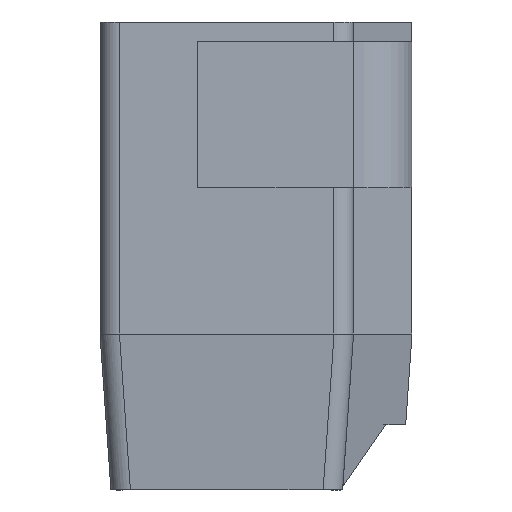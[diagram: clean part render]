
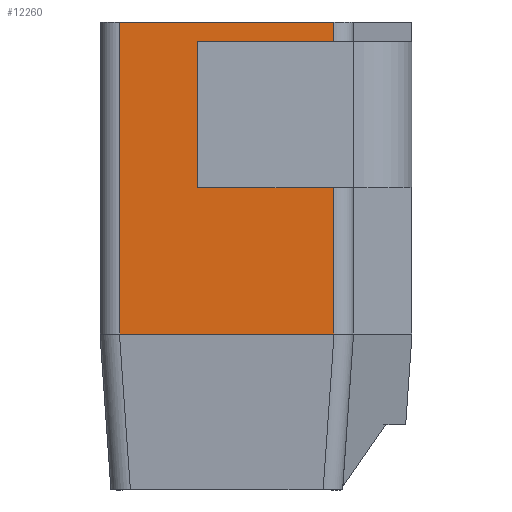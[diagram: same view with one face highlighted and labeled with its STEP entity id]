
A CAD part, left-side view. The second image highlights one B-rep face of the part: STEP entity #12260.
In plain terms, the highlighted planar face has unit normal (-1, 0, 0).
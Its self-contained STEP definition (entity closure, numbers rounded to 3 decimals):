
#2042 = CARTESIAN_POINT ( 'NONE',  ( -1.25, 0.35, 0.4 ) ) ;
#2043 = CARTESIAN_POINT ( 'NONE',  ( -1.25, -0.2, 0.4 ) ) ;
#2191 = CARTESIAN_POINT ( 'NONE',  ( -1.25, -0.2, -0.4 ) ) ;
#2192 = CARTESIAN_POINT ( 'NONE',  ( -1.25, 0.35, -0.4 ) ) ;
#4140 = VECTOR ( 'NONE', #11467, 1000. ) ;
#6807 = FACE_OUTER_BOUND ( 'NONE', #7623, .T. ) ;
#6810 = AXIS2_PLACEMENT_3D ( 'NONE', #9482, #9483, #9484 ) ;
#6919 = VECTOR ( 'NONE', #10208, 1000. ) ;
#6920 = VECTOR ( 'NONE', #10211, 1000. ) ;
#6921 = VECTOR ( 'NONE', #10214, 1000. ) ;
#7284 = VERTEX_POINT ( 'NONE', #2042 ) ;
#7285 = VERTEX_POINT ( 'NONE', #2043 ) ;
#7469 = ORIENTED_EDGE ( 'NONE', *, *, #12743, .F. ) ;
#7470 = ORIENTED_EDGE ( 'NONE', *, *, #13178, .T. ) ;
#7471 = ORIENTED_EDGE ( 'NONE', *, *, #12742, .T. ) ;
#7472 = ORIENTED_EDGE ( 'NONE', *, *, #12744, .T. ) ;
#7623 = EDGE_LOOP ( 'NONE', ( #7469, #7471, #7470, #7472 ) ) ;
#7988 = VERTEX_POINT ( 'NONE', #2191 ) ;
#7989 = VERTEX_POINT ( 'NONE', #2192 ) ;
#9481 = PLANE ( 'NONE',  #6810 ) ;
#9482 = CARTESIAN_POINT ( 'NONE',  ( -1.25, -2.098, 0.4 ) ) ;
#9483 = DIRECTION ( 'NONE',  ( -1., 0., 0. ) ) ;
#9484 = DIRECTION ( 'NONE',  ( 0., -1., 0. ) ) ;
#10206 = LINE ( 'NONE', #10207, #6919 ) ;
#10207 = CARTESIAN_POINT ( 'NONE',  ( -1.25, -0.2, 0.4 ) ) ;
#10208 = DIRECTION ( 'NONE',  ( 0., 0., 1. ) ) ;
#10209 = LINE ( 'NONE', #10210, #6920 ) ;
#10210 = CARTESIAN_POINT ( 'NONE',  ( -1.25, -2.098, -0.4 ) ) ;
#10211 = DIRECTION ( 'NONE',  ( 0., 1., 0. ) ) ;
#10212 = LINE ( 'NONE', #10213, #6921 ) ;
#10213 = CARTESIAN_POINT ( 'NONE',  ( -1.25, 0.35, 0.4 ) ) ;
#10214 = DIRECTION ( 'NONE',  ( 0., 0., -1. ) ) ;
#11465 = LINE ( 'NONE', #11466, #4140 ) ;
#11466 = CARTESIAN_POINT ( 'NONE',  ( -1.25, -2.098, 0.4 ) ) ;
#11467 = DIRECTION ( 'NONE',  ( 0., 1., 0. ) ) ;
#12260 = ADVANCED_FACE ( 'NONE', ( #6807 ), #9481, .T. ) ;
#12742 = EDGE_CURVE ( 'NONE', #7988, #7285, #10206, .T. ) ;
#12743 = EDGE_CURVE ( 'NONE', #7988, #7989, #10209, .T. ) ;
#12744 = EDGE_CURVE ( 'NONE', #7284, #7989, #10212, .T. ) ;
#13178 = EDGE_CURVE ( 'NONE', #7285, #7284, #11465, .T. ) ;
